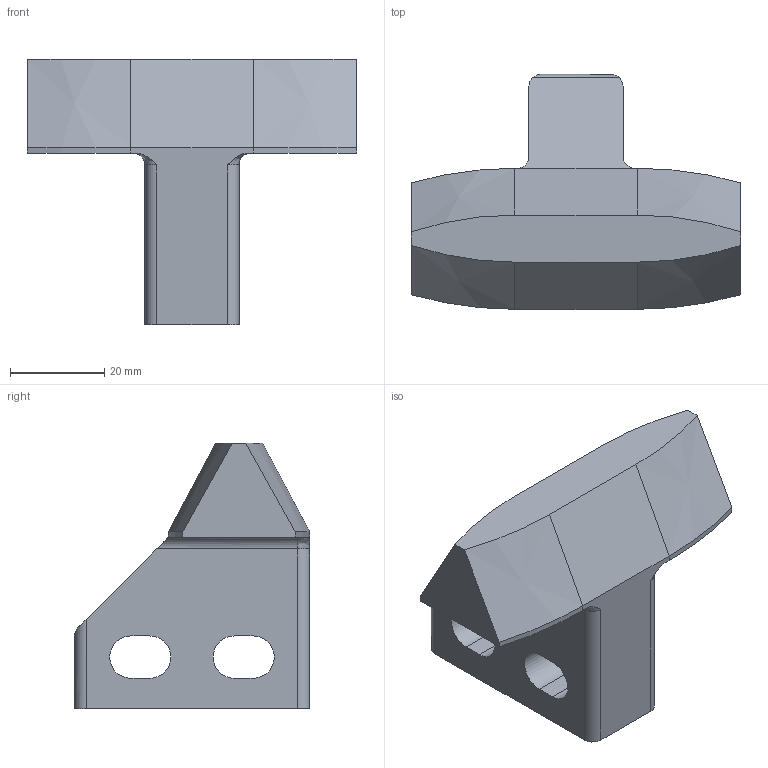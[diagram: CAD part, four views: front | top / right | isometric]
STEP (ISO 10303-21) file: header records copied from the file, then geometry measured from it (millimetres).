
FILE_DESCRIPTION (( 'STEP AP203' ), '1' );
FILE_NAME ('64203539.301529.009.40.06 Òðàê Ò4.STEP', '2019-12-09T10:22:13', ( '' ), ( '' ), 'SwSTEP 2.0', 'SolidWorks 2017', '' );
FILE_SCHEMA (( 'CONFIG_CONTROL_DESIGN' ));
Length unit declared in the file: millimetre
Products named in the file (1): 64203539.301529.009.40.06 Òðàê Ò4
Bounding box: 70 x 50 x 56.5 mm (x, y, z)
Volume: 55374.1 mm3; surface area: 12496.2 mm2
Topology: 1 solids, 1 shells, 39 faces, 103 edges, 66 vertices
Faces by surface type: plane 18, cylinder 15, cone 4, bspline 2
Entity records: 1389 total; most frequent: CARTESIAN_POINT 354, ORIENTED_EDGE 206, DIRECTION 193, EDGE_CURVE 103, AXIS2_PLACEMENT_3D 66, VERTEX_POINT 66, VECTOR 61, LINE 61
